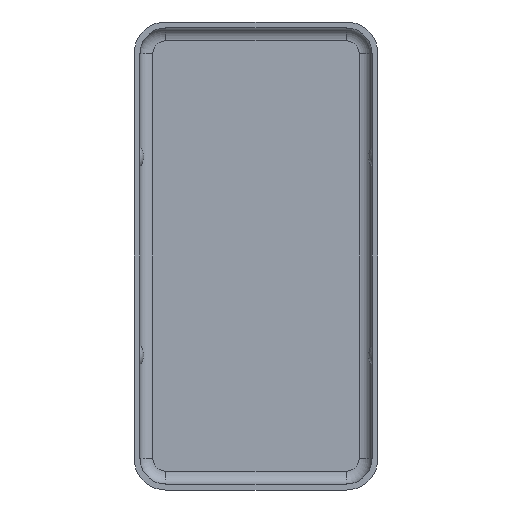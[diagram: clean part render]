
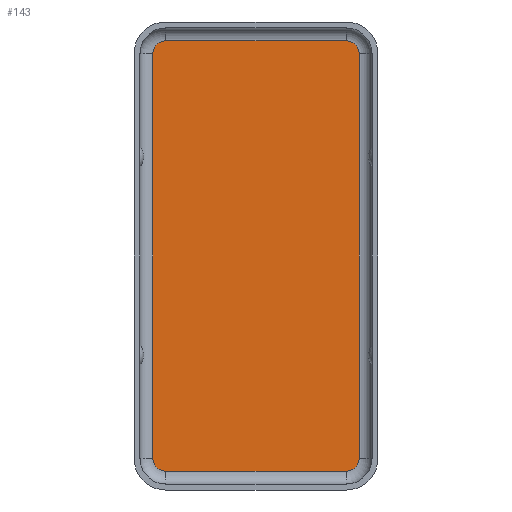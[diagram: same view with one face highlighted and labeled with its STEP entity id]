
A CAD part, front view. The second image highlights one B-rep face of the part: STEP entity #143.
In plain terms, the highlighted planar face has unit normal (0, -1, 0).
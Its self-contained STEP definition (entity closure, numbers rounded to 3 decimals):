
#143 = ADVANCED_FACE( 'NONE', ( #293 ), #294, .T. );
#293 = FACE_OUTER_BOUND( '', #526, .T. );
#294 = PLANE( '', #527 );
#526 = EDGE_LOOP( '', ( #840, #841, #842, #843, #844, #845, #846, #847 ) );
#527 = AXIS2_PLACEMENT_3D( '', #848, #849, #850 );
#840 = ORIENTED_EDGE( '', *, *, #902, .F. );
#841 = ORIENTED_EDGE( '', *, *, #932, .F. );
#842 = ORIENTED_EDGE( '', *, *, #912, .F. );
#843 = ORIENTED_EDGE( '', *, *, #1002, .T. );
#844 = ORIENTED_EDGE( '', *, *, #954, .T. );
#845 = ORIENTED_EDGE( '', *, *, #971, .F. );
#846 = ORIENTED_EDGE( '', *, *, #992, .T. );
#847 = ORIENTED_EDGE( '', *, *, #987, .T. );
#848 = CARTESIAN_POINT( '', ( 4.55, 0., -10.2 ) );
#849 = DIRECTION( '', ( 0., -1., 0. ) );
#850 = DIRECTION( '', ( 0., 0., -1. ) );
#902 = EDGE_CURVE( 'NONE', #1050, #1052, #1053, .T. );
#912 = EDGE_CURVE( 'NONE', #1067, #1069, #1070, .T. );
#932 = EDGE_CURVE( 'NONE', #1069, #1050, #1097, .T. );
#954 = EDGE_CURVE( 'NONE', #1132, #1130, #1133, .T. );
#971 = EDGE_CURVE( 'NONE', #1152, #1130, #1154, .T. );
#987 = EDGE_CURVE( 'NONE', #1172, #1052, #1173, .T. );
#992 = EDGE_CURVE( 'NONE', #1152, #1172, #1178, .T. );
#1002 = EDGE_CURVE( 'NONE', #1067, #1132, #1189, .T. );
#1050 = VERTEX_POINT( 'NONE', #1242 );
#1052 = VERTEX_POINT( 'NONE', #1244 );
#1053 = LINE( '', #1245, #1246 );
#1067 = VERTEX_POINT( 'NONE', #1265 );
#1069 = VERTEX_POINT( 'NONE', #1267 );
#1070 = LINE( '', #1268, #1269 );
#1097 = CIRCLE( '', #1301, 0.65 );
#1130 = VERTEX_POINT( 'NONE', #1343 );
#1132 = VERTEX_POINT( 'NONE', #1345 );
#1133 = LINE( '', #1346, #1347 );
#1152 = VERTEX_POINT( 'NONE', #1372 );
#1154 = CIRCLE( '', #1374, 0.65 );
#1172 = VERTEX_POINT( 'NONE', #1396 );
#1173 = CIRCLE( '', #1397, 0.65 );
#1178 = LINE( '', #1403, #1404 );
#1189 = CIRCLE( '', #1416, 0.65 );
#1242 = CARTESIAN_POINT( '', ( 4.55, 0., -10.85 ) );
#1244 = CARTESIAN_POINT( '', ( -4.55, 0., -10.85 ) );
#1245 = CARTESIAN_POINT( '', ( 4.55, 0., -10.85 ) );
#1246 = VECTOR( '', #1466, 1000. );
#1265 = CARTESIAN_POINT( '', ( 5.2, 0., 10.2 ) );
#1267 = CARTESIAN_POINT( '', ( 5.2, 0., -10.2 ) );
#1268 = CARTESIAN_POINT( '', ( 5.2, 0., 0. ) );
#1269 = VECTOR( '', #1478, 1000. );
#1301 = AXIS2_PLACEMENT_3D( '', #1511, #1512, #1513 );
#1343 = CARTESIAN_POINT( '', ( -4.55, 0., 10.85 ) );
#1345 = CARTESIAN_POINT( '', ( 4.55, 0., 10.85 ) );
#1346 = CARTESIAN_POINT( '', ( 4.55, 0., 10.85 ) );
#1347 = VECTOR( '', #1547, 1000. );
#1372 = CARTESIAN_POINT( '', ( -5.2, 0., 10.2 ) );
#1374 = AXIS2_PLACEMENT_3D( '', #1569, #1570, #1571 );
#1396 = CARTESIAN_POINT( '', ( -5.2, 0., -10.2 ) );
#1397 = AXIS2_PLACEMENT_3D( '', #1588, #1589, #1590 );
#1403 = CARTESIAN_POINT( '', ( -5.2, 0., 0. ) );
#1404 = VECTOR( '', #1595, 1000. );
#1416 = AXIS2_PLACEMENT_3D( '', #1600, #1601, #1602 );
#1466 = DIRECTION( '', ( -1., 0., 0. ) );
#1478 = DIRECTION( '', ( 0., 0., -1. ) );
#1511 = CARTESIAN_POINT( '', ( 4.55, 0., -10.2 ) );
#1512 = DIRECTION( '', ( 0., 1., 0. ) );
#1513 = DIRECTION( '', ( 0., 0., 1. ) );
#1547 = DIRECTION( '', ( -1., 0., 0. ) );
#1569 = CARTESIAN_POINT( '', ( -4.55, 0., 10.2 ) );
#1570 = DIRECTION( '', ( 0., 1., 0. ) );
#1571 = DIRECTION( '', ( 0., 0., -1. ) );
#1588 = CARTESIAN_POINT( '', ( -4.55, 0., -10.2 ) );
#1589 = DIRECTION( '', ( 0., -1., 0. ) );
#1590 = DIRECTION( '', ( 0., 0., 1. ) );
#1595 = DIRECTION( '', ( 0., 0., -1. ) );
#1600 = CARTESIAN_POINT( '', ( 4.55, 0., 10.2 ) );
#1601 = DIRECTION( '', ( 0., -1., 0. ) );
#1602 = DIRECTION( '', ( 0., 0., -1. ) );
